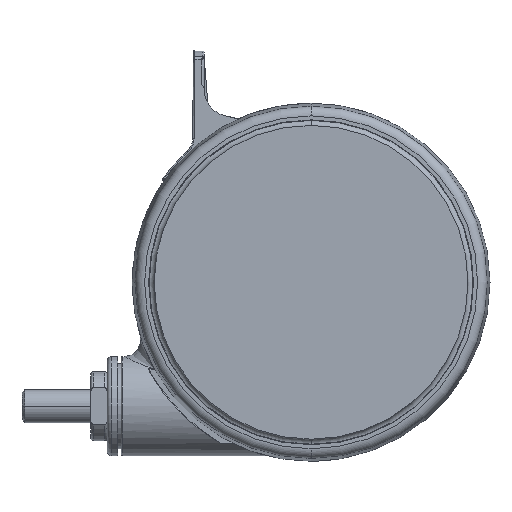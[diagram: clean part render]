
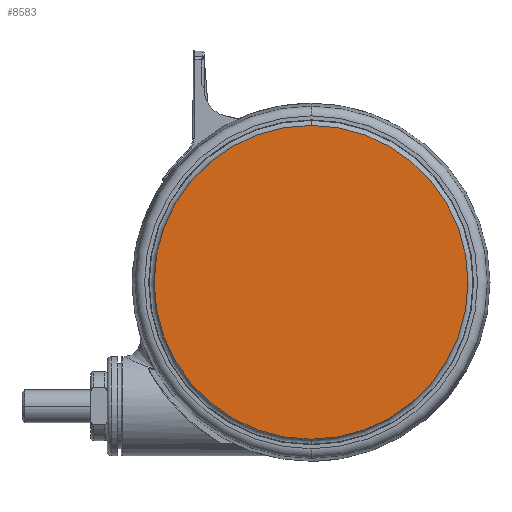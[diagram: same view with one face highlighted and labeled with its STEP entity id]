
A CAD part, left-side view. The second image highlights one B-rep face of the part: STEP entity #8583.
In plain terms, the highlighted face is planar.
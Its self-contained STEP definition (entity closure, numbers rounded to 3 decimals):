
#847 = FACE_OUTER_BOUND ( 'NONE', #29785, .T. ) ;
#863 = CARTESIAN_POINT ( 'NONE',  ( 0., 0., -68.2 ) ) ;
#4464 = ORIENTED_EDGE ( 'NONE', *, *, #55921, .T. ) ;
#5202 = AXIS2_PLACEMENT_3D ( 'NONE', #58236, #20635, #64543 ) ;
#7184 = DIRECTION ( 'NONE',  ( -1., 0., 0. ) ) ;
#8355 = CARTESIAN_POINT ( 'NONE',  ( 57., 0., -68.2 ) ) ;
#8565 = CARTESIAN_POINT ( 'NONE',  ( 0., 0., -68.2 ) ) ;
#8583 = ADVANCED_FACE ( 'NONE', ( #847 ), #46144, .T. ) ;
#12691 = VERTEX_POINT ( 'NONE', #8355 ) ;
#13219 = CARTESIAN_POINT ( 'NONE',  ( -57., 0., -68.2 ) ) ;
#16453 = AXIS2_PLACEMENT_3D ( 'NONE', #8565, #65097, #27463 ) ;
#20635 = DIRECTION ( 'NONE',  ( 0., 0., -1. ) ) ;
#23421 = VERTEX_POINT ( 'NONE', #13219 ) ;
#27463 = DIRECTION ( 'NONE',  ( -1., 0., 0. ) ) ;
#29785 = EDGE_LOOP ( 'NONE', ( #4464, #69761 ) ) ;
#42362 = CIRCLE ( 'NONE', #79247, 57. ) ;
#44784 = DIRECTION ( 'NONE',  ( 0., 0., -1. ) ) ;
#46144 = PLANE ( 'NONE',  #16453 ) ;
#55921 = EDGE_CURVE ( 'NONE', #12691, #23421, #42362, .T. ) ;
#58236 = CARTESIAN_POINT ( 'NONE',  ( 0., 0., -68.2 ) ) ;
#64543 = DIRECTION ( 'NONE',  ( -1., 0., 0. ) ) ;
#65097 = DIRECTION ( 'NONE',  ( 0., 0., -1. ) ) ;
#65258 = CIRCLE ( 'NONE', #5202, 57. ) ;
#69761 = ORIENTED_EDGE ( 'NONE', *, *, #72006, .T. ) ;
#72006 = EDGE_CURVE ( 'NONE', #23421, #12691, #65258, .T. ) ;
#79247 = AXIS2_PLACEMENT_3D ( 'NONE', #863, #44784, #7184 ) ;
